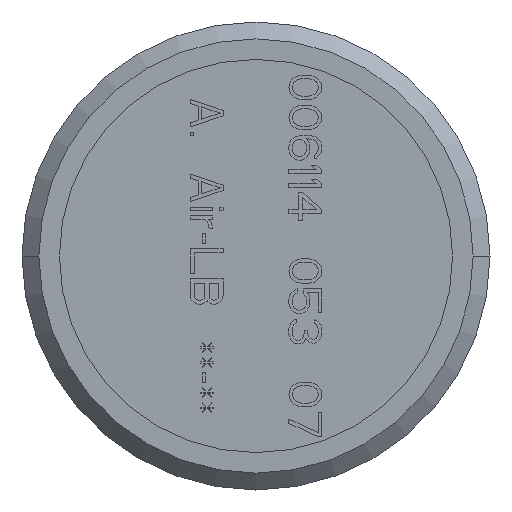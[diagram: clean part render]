
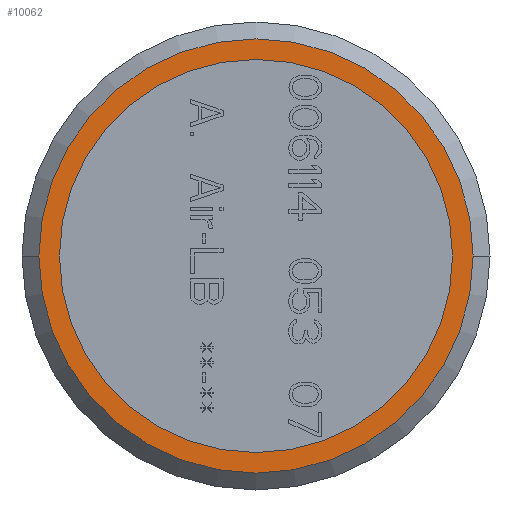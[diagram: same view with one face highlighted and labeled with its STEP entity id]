
A CAD part, left-side view. The second image highlights one B-rep face of the part: STEP entity #10062.
In plain terms, the highlighted planar face has unit normal (-1, 0, 0).
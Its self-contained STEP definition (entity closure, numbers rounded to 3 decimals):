
#19=CARTESIAN_POINT('',(-1.004,0.,0.));
#20=DIRECTION('',(-1.,0.,0.));
#21=DIRECTION('',(0.,1.,0.));
#22=AXIS2_PLACEMENT_3D('',#19,#20,#21);
#29=CARTESIAN_POINT('',(-1.004,0.,0.));
#30=DIRECTION('',(-1.,0.,0.));
#31=DIRECTION('',(0.,1.,0.));
#32=AXIS2_PLACEMENT_3D('',#29,#30,#31);
#34=CARTESIAN_POINT('',(-1.004,0.,0.));
#35=DIRECTION('',(-1.,0.,0.));
#36=DIRECTION('',(0.,-1.,0.));
#37=AXIS2_PLACEMENT_3D('',#34,#35,#36);
#39=CARTESIAN_POINT('',(-1.004,0.,0.));
#40=DIRECTION('',(1.,0.,0.));
#41=DIRECTION('',(0.,1.,0.));
#42=AXIS2_PLACEMENT_3D('',#39,#40,#41);
#7749=CARTESIAN_POINT('',(-1.004,6.6,0.));
#7750=CARTESIAN_POINT('',(-1.004,-6.6,0.));
#7751=VERTEX_POINT('',#7749);
#7752=VERTEX_POINT('',#7750);
#7775=CARTESIAN_POINT('',(-1.004,5.976,0.));
#7776=CARTESIAN_POINT('',(-1.004,-5.976,0.));
#7777=VERTEX_POINT('',#7775);
#7778=VERTEX_POINT('',#7776);
#10046=CARTESIAN_POINT('',(-1.004,0.,0.));
#10047=DIRECTION('',(1.,0.,0.));
#10048=DIRECTION('',(0.,-1.,0.));
#10049=AXIS2_PLACEMENT_3D('',#10046,#10047,#10048);
#10050=PLANE('',#10049);
#10051=ORIENTED_EDGE('',*,*,#10036,.F.);
#10053=ORIENTED_EDGE('',*,*,#10052,.T.);
#10054=EDGE_LOOP('',(#10051,#10053));
#10055=FACE_OUTER_BOUND('',#10054,.F.);
#10057=ORIENTED_EDGE('',*,*,#10056,.T.);
#10059=ORIENTED_EDGE('',*,*,#10058,.T.);
#10060=EDGE_LOOP('',(#10057,#10059));
#10061=FACE_BOUND('',#10060,.F.);
#10062=ADVANCED_FACE('',(#10055,#10061),#10050,.F.);
#23=CIRCLE('',#22,6.6);
#33=CIRCLE('',#32,5.976);
#38=CIRCLE('',#37,5.976);
#43=CIRCLE('',#42,6.6);
#10036=EDGE_CURVE('',#7751,#7752,#23,.T.);
#10052=EDGE_CURVE('',#7751,#7752,#43,.T.);
#10056=EDGE_CURVE('',#7777,#7778,#33,.T.);
#10058=EDGE_CURVE('',#7778,#7777,#38,.T.);
